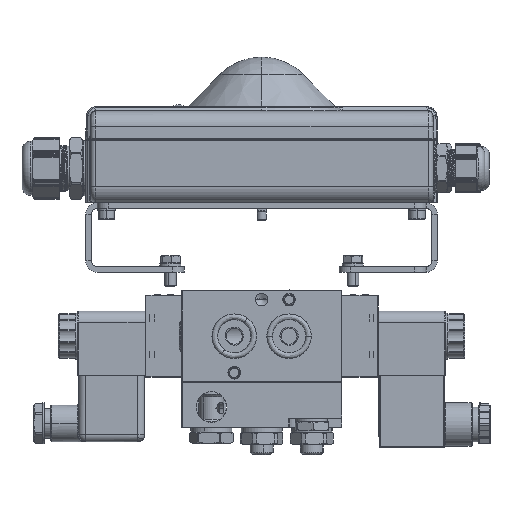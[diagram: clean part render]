
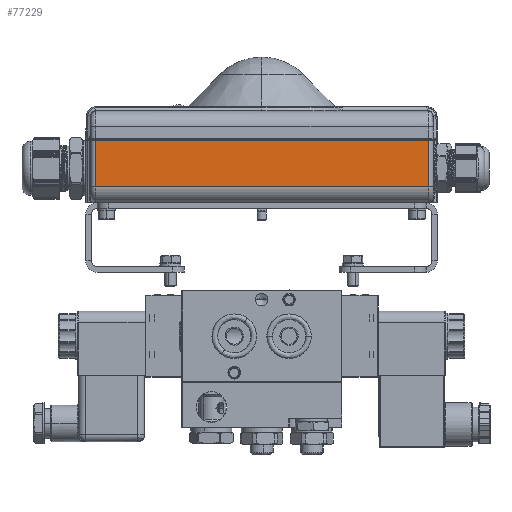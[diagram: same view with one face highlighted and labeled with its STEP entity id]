
A CAD part, left-side view. The second image highlights one B-rep face of the part: STEP entity #77229.
In plain terms, the highlighted planar face has unit normal (-1, -0.002, 0).
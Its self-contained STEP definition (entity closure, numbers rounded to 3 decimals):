
#77190=CARTESIAN_POINT('',(-46.701,-75.092,108.));
#77191=DIRECTION('',(-1.,-0.002,-0.));
#77192=DIRECTION('',(0.002,-1.,0.));
#77193=AXIS2_PLACEMENT_3D('',#77190,#77191,#77192);
#77194=PLANE('',#77193);
#77195=CARTESIAN_POINT('',(-46.705,-73.092,115.));
#77196=VERTEX_POINT('',#77195);
#77197=CARTESIAN_POINT('',(-46.705,-73.092,135.3));
#77198=VERTEX_POINT('',#77197);
#77199=CARTESIAN_POINT('',(-46.705,-73.092,115.));
#77200=DIRECTION('',(-0.,-0.,1.));
#77201=VECTOR('',#77200,20.3);
#77202=LINE('',#77199,#77201);
#77203=EDGE_CURVE('NONE',#77196,#77198,#77202,.T.);
#77204=ORIENTED_EDGE('',*,*,#77203,.T.);
#77205=CARTESIAN_POINT('',(-46.992,72.907,135.3));
#77206=VERTEX_POINT('',#77205);
#77207=CARTESIAN_POINT('',(-46.705,-73.092,135.3));
#77208=DIRECTION('',(-0.002,1.,-0.));
#77209=VECTOR('',#77208,146.);
#77210=LINE('',#77207,#77209);
#77211=EDGE_CURVE('',#77198,#77206,#77210,.T.);
#77212=ORIENTED_EDGE('',*,*,#77211,.T.);
#77213=CARTESIAN_POINT('',(-46.992,72.907,115.));
#77214=VERTEX_POINT('',#77213);
#77215=CARTESIAN_POINT('',(-46.992,72.907,135.3));
#77216=DIRECTION('',(0.,0.,-1.));
#77217=VECTOR('',#77216,20.3);
#77218=LINE('',#77215,#77217);
#77219=EDGE_CURVE('',#77206,#77214,#77218,.T.);
#77220=ORIENTED_EDGE('',*,*,#77219,.T.);
#77221=CARTESIAN_POINT('',(-46.992,72.907,115.));
#77222=DIRECTION('',(0.002,-1.,0.));
#77223=VECTOR('',#77222,146.);
#77224=LINE('',#77221,#77223);
#77225=EDGE_CURVE('NONE',#77214,#77196,#77224,.T.);
#77226=ORIENTED_EDGE('',*,*,#77225,.T.);
#77227=EDGE_LOOP('',(#77204,#77212,#77220,#77226));
#77228=FACE_BOUND('',#77227,.T.);
#77229=ADVANCED_FACE('NONE',(#77228),#77194,.T.);
